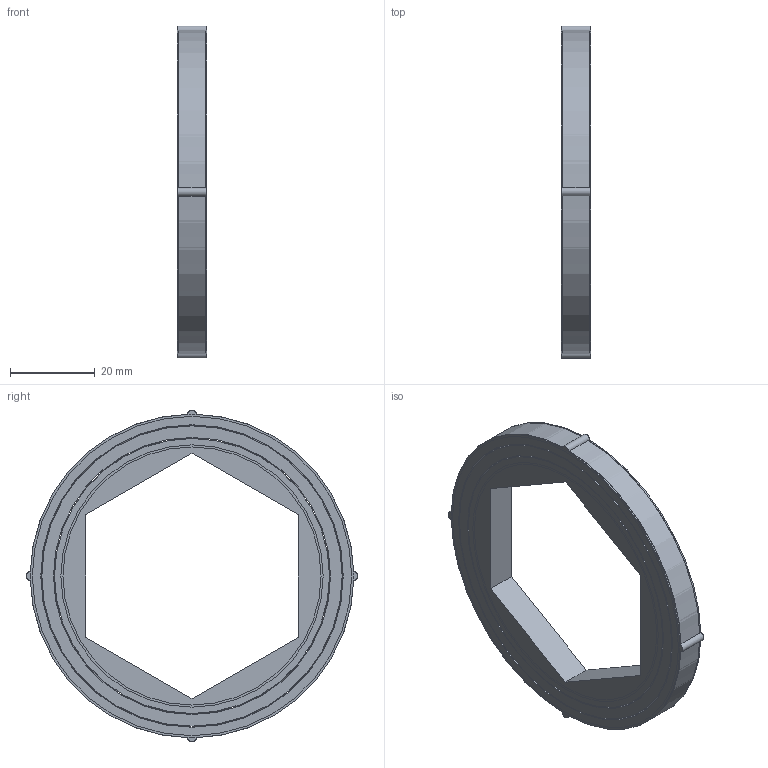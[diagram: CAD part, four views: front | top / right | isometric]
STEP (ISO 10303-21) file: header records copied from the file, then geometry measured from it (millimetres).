
FILE_DESCRIPTION(('FreeCAD Model'),'2;1');
FILE_NAME('Open CASCADE Shape Model','2024-07-10T20:30:36',('Author'),( ''),'Open CASCADE STEP processor 7.6','FreeCAD','Unknown');
FILE_SCHEMA(('AUTOMOTIVE_DESIGN { 1 0 10303 214 1 1 1 1 }'));
Length unit declared in the file: millimetre
Products named in the file (6): bearing; Mid; Inner; inner_body; Outer; outer_body
Assembly tree (5 placements, depth 2):
  bearing
    Mid
    Inner
    inner_body
    Outer
    outer_body
Bounding box: 7 x 78.49 x 78.49 mm (x, y, z)
Volume: 20323 mm3; surface area: 20765.8 mm2
Topology: 5 solids, 5 shells, 168 faces, 451 edges, 298 vertices
Faces by surface type: plane 60, sphere 42, cylinder 38, torus 24, cone 4
Full cylindrical faces by diameter (mm): 59.999 x1, 64.999 x2, 65.5 x1, 71 x1, 71.501 x2, 76.501 x1
Entity records: 9936 total; most frequent: CARTESIAN_POINT 5513, DIRECTION 954, ORIENTED_EDGE 902, EDGE_CURVE 451, AXIS2_PLACEMENT_3D 443, VERTEX_POINT 298, CIRCLE 269, FACE_BOUND 183
